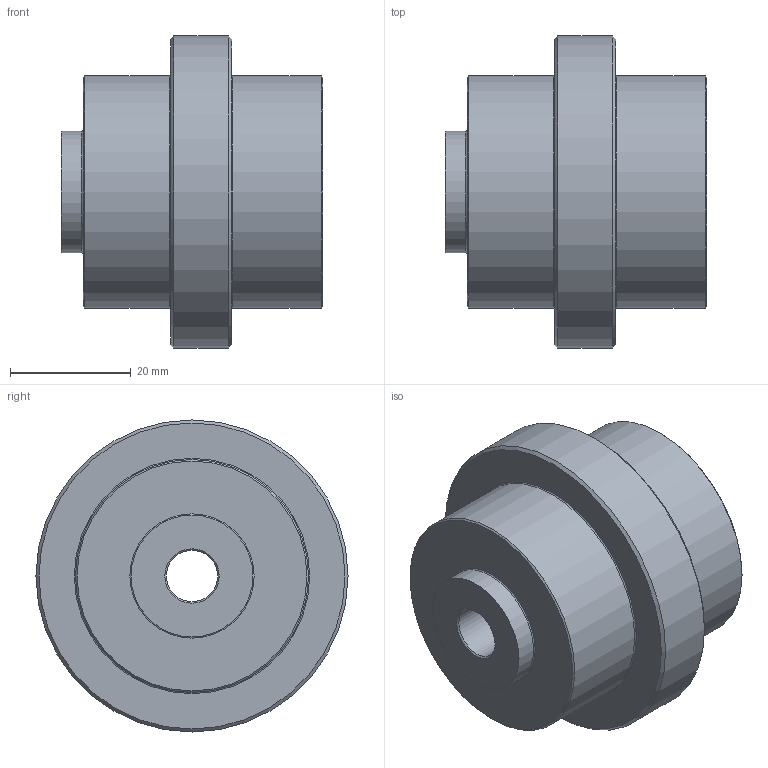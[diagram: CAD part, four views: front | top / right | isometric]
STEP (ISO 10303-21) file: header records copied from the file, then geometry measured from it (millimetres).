
FILE_DESCRIPTION(/* description */ (''),/* implementation_level */ '2;1');
FILE_NAME(/* name */ '50mm.10.5.stp',/* time_stamp */ '2023-01-26T08:33:26+02:00',/* author */ ('S4'),/* organization */ (''),/* preprocessor_version */ 'ST-DEVELOPER v19.2',/* originating_system */ 'Autodesk Inventor 2023',/* authorisation */ '');
FILE_SCHEMA (('AUTOMOTIVE_DESIGN { 1 0 10303 214 3 1 1 }'));
Length unit declared in the file: millimetre
Products named in the file (1): 50mm.10.5
Bounding box: 43.3 x 51.7 x 51.7 mm (x, y, z)
Volume: 51917.4 mm3; surface area: 10899.5 mm2
Topology: 1 solids, 1 shells, 20 faces, 38 edges, 24 vertices
Faces by surface type: cylinder 6, plane 6, cone 5, torus 3
Full cylindrical faces by diameter (mm): 8.5 x1, 20 x1, 20.2 x1, 38.6 x2, 51.7 x1
Entity records: 564 total; most frequent: DIRECTION 107, CARTESIAN_POINT 83, ORIENTED_EDGE 76, AXIS2_PLACEMENT_3D 48, EDGE_CURVE 38, CIRCLE 27, EDGE_LOOP 26, VERTEX_POINT 24
